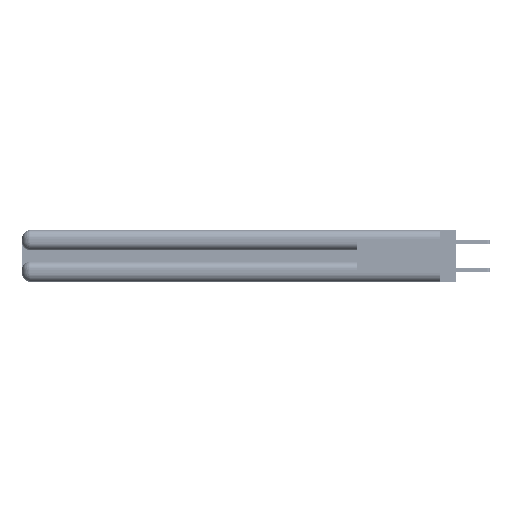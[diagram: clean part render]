
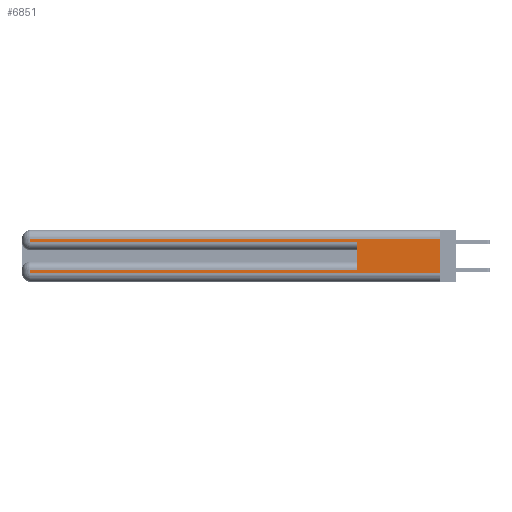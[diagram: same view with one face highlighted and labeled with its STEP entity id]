
A CAD part, left-side view. The second image highlights one B-rep face of the part: STEP entity #6851.
In plain terms, the highlighted planar face has unit normal (-1, 0, 0).
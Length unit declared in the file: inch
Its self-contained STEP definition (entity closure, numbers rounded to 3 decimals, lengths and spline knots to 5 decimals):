
#1190 = AXIS2_PLACEMENT_3D ( 'NONE', #5528, #12764, #49546 ) ;
#1202 = DIRECTION ( 'NONE',  ( 0., 1., 0. ) ) ;
#1805 = CARTESIAN_POINT ( 'NONE',  ( 0., 2.94, 0.37 ) ) ;
#2994 = ORIENTED_EDGE ( 'NONE', *, *, #43939, .T. ) ;
#3377 = LINE ( 'NONE', #36225, #28811 ) ;
#3563 = CARTESIAN_POINT ( 'NONE',  ( 0., 0., 0.06 ) ) ;
#4299 = VERTEX_POINT ( 'NONE', #8622 ) ;
#4543 = EDGE_CURVE ( 'NONE', #9286, #12439, #31626, .T. ) ;
#5528 = CARTESIAN_POINT ( 'NONE',  ( 0., 0., 0.37 ) ) ;
#6851 = ADVANCED_FACE ( 'NONE', ( #50760 ), #9561, .F. ) ;
#7061 = ORIENTED_EDGE ( 'NONE', *, *, #4543, .T. ) ;
#7163 = EDGE_CURVE ( 'NONE', #12439, #26777, #15676, .T. ) ;
#8119 = VECTOR ( 'NONE', #1202, 39.37008 ) ;
#8622 = CARTESIAN_POINT ( 'NONE',  ( 0., 0., 0.31 ) ) ;
#9286 = VERTEX_POINT ( 'NONE', #17711 ) ;
#9561 = PLANE ( 'NONE',  #1190 ) ;
#9757 = CARTESIAN_POINT ( 'NONE',  ( 0., 2.94, 0.37 ) ) ;
#10935 = CARTESIAN_POINT ( 'NONE',  ( 0., 0., 0.285 ) ) ;
#11439 = CARTESIAN_POINT ( 'NONE',  ( 0., 2.94, 0.285 ) ) ;
#11511 = DIRECTION ( 'NONE',  ( 0., 1., 0. ) ) ;
#12439 = VERTEX_POINT ( 'NONE', #11439 ) ;
#12764 = DIRECTION ( 'NONE',  ( 1., 0., 0. ) ) ;
#13217 = CARTESIAN_POINT ( 'NONE',  ( 0., 0., 0.085 ) ) ;
#15676 = LINE ( 'NONE', #10935, #26520 ) ;
#15735 = LINE ( 'NONE', #39778, #17034 ) ;
#17034 = VECTOR ( 'NONE', #11511, 39.37008 ) ;
#17711 = CARTESIAN_POINT ( 'NONE',  ( 0., 2.94, 0.31 ) ) ;
#18118 = VERTEX_POINT ( 'NONE', #42701 ) ;
#19633 = ORIENTED_EDGE ( 'NONE', *, *, #26234, .T. ) ;
#19930 = DIRECTION ( 'NONE',  ( 0., 0., 1. ) ) ;
#20214 = DIRECTION ( 'NONE',  ( 0., 0., -1. ) ) ;
#21016 = EDGE_CURVE ( 'NONE', #43834, #18118, #37224, .T. ) ;
#21466 = LINE ( 'NONE', #13217, #8119 ) ;
#22723 = VERTEX_POINT ( 'NONE', #38022 ) ;
#26234 = EDGE_CURVE ( 'NONE', #34469, #22723, #21466, .T. ) ;
#26520 = VECTOR ( 'NONE', #39360, 39.37008 ) ;
#26777 = VERTEX_POINT ( 'NONE', #33172 ) ;
#28811 = VECTOR ( 'NONE', #20214, 39.37008 ) ;
#28984 = VECTOR ( 'NONE', #40434, 39.37008 ) ;
#31516 = CARTESIAN_POINT ( 'NONE',  ( 0., 0.6, 0.145 ) ) ;
#31626 = LINE ( 'NONE', #1805, #36077 ) ;
#31832 = ORIENTED_EDGE ( 'NONE', *, *, #47410, .T. ) ;
#32099 = ORIENTED_EDGE ( 'NONE', *, *, #32472, .F. ) ;
#32472 = EDGE_CURVE ( 'NONE', #34469, #26777, #32963, .T. ) ;
#32963 = LINE ( 'NONE', #31516, #37423 ) ;
#33172 = CARTESIAN_POINT ( 'NONE',  ( 0., 0.6, 0.285 ) ) ;
#33759 = CARTESIAN_POINT ( 'NONE',  ( 0., 2.94, 0.06 ) ) ;
#34469 = VERTEX_POINT ( 'NONE', #47906 ) ;
#36005 = VECTOR ( 'NONE', #38179, 39.37008 ) ;
#36077 = VECTOR ( 'NONE', #46983, 39.37008 ) ;
#36225 = CARTESIAN_POINT ( 'NONE',  ( 0., 0., 0.37 ) ) ;
#37224 = LINE ( 'NONE', #3563, #28984 ) ;
#37423 = VECTOR ( 'NONE', #19930, 39.37008 ) ;
#37772 = ORIENTED_EDGE ( 'NONE', *, *, #45648, .F. ) ;
#38022 = CARTESIAN_POINT ( 'NONE',  ( 0., 2.94, 0.085 ) ) ;
#38179 = DIRECTION ( 'NONE',  ( 0., 0., -1. ) ) ;
#39360 = DIRECTION ( 'NONE',  ( 0., -1., 0. ) ) ;
#39778 = CARTESIAN_POINT ( 'NONE',  ( 0., 0., 0.31 ) ) ;
#40434 = DIRECTION ( 'NONE',  ( 0., -1., 0. ) ) ;
#41064 = LINE ( 'NONE', #9757, #36005 ) ;
#42701 = CARTESIAN_POINT ( 'NONE',  ( 0., 0., 0.06 ) ) ;
#43834 = VERTEX_POINT ( 'NONE', #33759 ) ;
#43939 = EDGE_CURVE ( 'NONE', #22723, #43834, #41064, .T. ) ;
#45648 = EDGE_CURVE ( 'NONE', #4299, #18118, #3377, .T. ) ;
#45894 = ORIENTED_EDGE ( 'NONE', *, *, #7163, .T. ) ;
#46983 = DIRECTION ( 'NONE',  ( 0., 0., -1. ) ) ;
#47311 = ORIENTED_EDGE ( 'NONE', *, *, #21016, .T. ) ;
#47410 = EDGE_CURVE ( 'NONE', #4299, #9286, #15735, .T. ) ;
#47906 = CARTESIAN_POINT ( 'NONE',  ( 0., 0.6, 0.085 ) ) ;
#49310 = EDGE_LOOP ( 'NONE', ( #37772, #31832, #7061, #45894, #32099, #19633, #2994, #47311 ) ) ;
#49546 = DIRECTION ( 'NONE',  ( 0., 0., -1. ) ) ;
#50760 = FACE_OUTER_BOUND ( 'NONE', #49310, .T. ) ;
